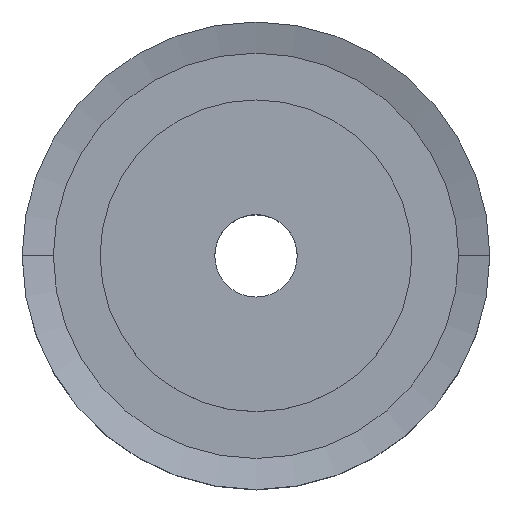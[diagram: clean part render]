
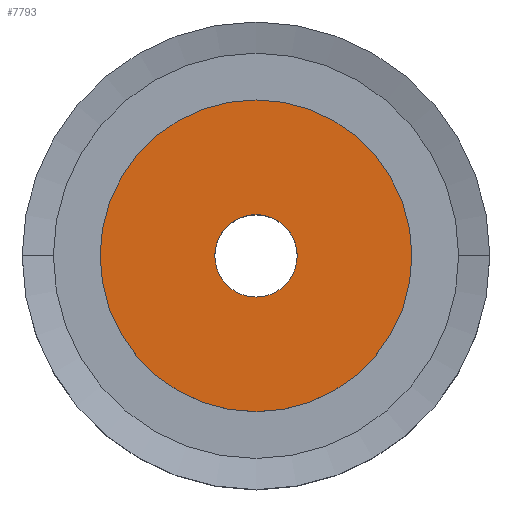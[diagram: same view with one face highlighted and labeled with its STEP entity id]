
A CAD part, top view. The second image highlights one B-rep face of the part: STEP entity #7793.
In plain terms, the highlighted planar face has unit normal (0, 0, 1).
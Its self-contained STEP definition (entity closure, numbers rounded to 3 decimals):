
#379 = CARTESIAN_POINT ( 'NONE',  ( 0., 0., 16. ) ) ;
#959 = DIRECTION ( 'NONE',  ( 1., 0., 0. ) ) ;
#1139 = CIRCLE ( 'NONE', #8205, 3.175 ) ;
#1259 = EDGE_CURVE ( 'NONE', #5827, #5035, #5113, .T. ) ;
#1276 = CARTESIAN_POINT ( 'NONE',  ( -1.638, 13.592, 16. ) ) ;
#1647 = CIRCLE ( 'NONE', #5262, 3.175 ) ;
#1663 = EDGE_LOOP ( 'NONE', ( #7628, #6150 ) ) ;
#1682 = DIRECTION ( 'NONE',  ( 0., 0., 1. ) ) ;
#1939 = ORIENTED_EDGE ( 'NONE', *, *, #3845, .T. ) ;
#2490 = PLANE ( 'NONE',  #6746 ) ;
#2890 = CARTESIAN_POINT ( 'NONE',  ( 0., 0., 16. ) ) ;
#3469 = VERTEX_POINT ( 'NONE', #7478 ) ;
#3754 = CARTESIAN_POINT ( 'NONE',  ( 12., 0., 16. ) ) ;
#3783 = DIRECTION ( 'NONE',  ( 1., 0., 0. ) ) ;
#3792 = EDGE_LOOP ( 'NONE', ( #1939, #5750 ) ) ;
#3845 = EDGE_CURVE ( 'NONE', #5370, #3469, #1647, .T. ) ;
#4505 = FACE_BOUND ( 'NONE', #3792, .T. ) ;
#4584 = DIRECTION ( 'NONE',  ( -1., 0., 0. ) ) ;
#4669 = DIRECTION ( 'NONE',  ( 0., 0., 1. ) ) ;
#4819 = CARTESIAN_POINT ( 'NONE',  ( 0., 0., 16. ) ) ;
#5035 = VERTEX_POINT ( 'NONE', #3754 ) ;
#5074 = EDGE_CURVE ( 'NONE', #3469, #5370, #1139, .T. ) ;
#5113 = CIRCLE ( 'NONE', #6045, 12. ) ;
#5262 = AXIS2_PLACEMENT_3D ( 'NONE', #379, #6768, #5633 ) ;
#5367 = DIRECTION ( 'NONE',  ( 1., 0., 0. ) ) ;
#5370 = VERTEX_POINT ( 'NONE', #7983 ) ;
#5442 = CARTESIAN_POINT ( 'NONE',  ( -12., 0., 16. ) ) ;
#5633 = DIRECTION ( 'NONE',  ( -1., 0., 0. ) ) ;
#5750 = ORIENTED_EDGE ( 'NONE', *, *, #5074, .T. ) ;
#5827 = VERTEX_POINT ( 'NONE', #5442 ) ;
#6045 = AXIS2_PLACEMENT_3D ( 'NONE', #4819, #4669, #5367 ) ;
#6150 = ORIENTED_EDGE ( 'NONE', *, *, #1259, .T. ) ;
#6215 = AXIS2_PLACEMENT_3D ( 'NONE', #2890, #1682, #959 ) ;
#6431 = DIRECTION ( 'NONE',  ( 0., 0., -1. ) ) ;
#6746 = AXIS2_PLACEMENT_3D ( 'NONE', #1276, #7593, #3783 ) ;
#6768 = DIRECTION ( 'NONE',  ( 0., 0., -1. ) ) ;
#7011 = FACE_OUTER_BOUND ( 'NONE', #1663, .T. ) ;
#7059 = CARTESIAN_POINT ( 'NONE',  ( 0., 0., 16. ) ) ;
#7478 = CARTESIAN_POINT ( 'NONE',  ( 3.175, 0., 16. ) ) ;
#7593 = DIRECTION ( 'NONE',  ( 0., 0., 1. ) ) ;
#7628 = ORIENTED_EDGE ( 'NONE', *, *, #7951, .T. ) ;
#7793 = ADVANCED_FACE ( 'NONE', ( #4505, #7011 ), #2490, .T. ) ;
#7928 = CIRCLE ( 'NONE', #6215, 12. ) ;
#7951 = EDGE_CURVE ( 'NONE', #5035, #5827, #7928, .T. ) ;
#7983 = CARTESIAN_POINT ( 'NONE',  ( -3.175, 0., 16. ) ) ;
#8205 = AXIS2_PLACEMENT_3D ( 'NONE', #7059, #6431, #4584 ) ;
